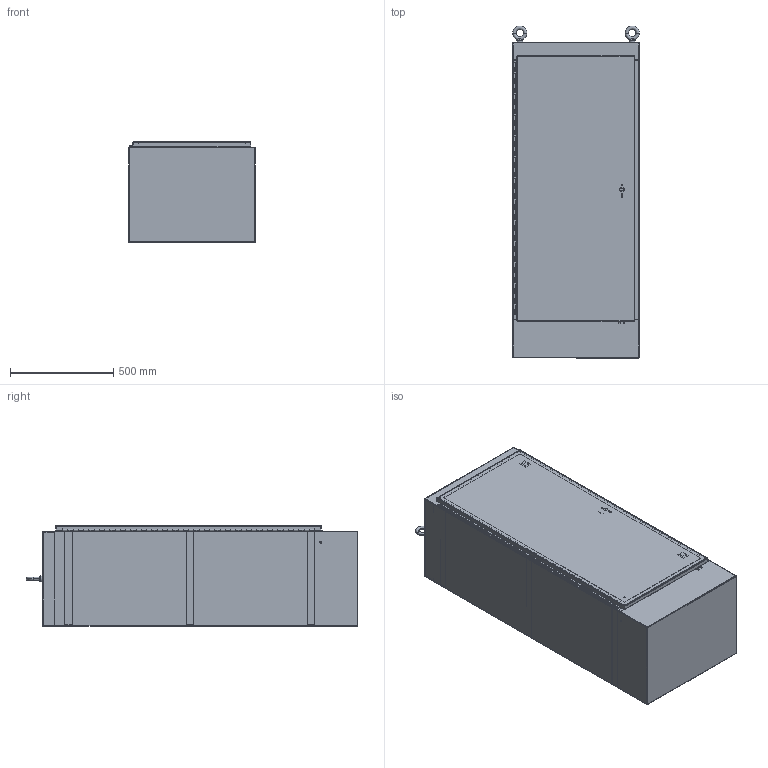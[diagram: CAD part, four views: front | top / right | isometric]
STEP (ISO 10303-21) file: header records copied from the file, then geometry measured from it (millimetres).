
FILE_DESCRIPTION (( 'STEP AP214' ), '1' );
FILE_NAME ('WA602418FSN43PT.STEP', '2016-02-15T20:29:52', ( '' ), ( '' ), 'SwSTEP 2.0', 'SolidWorks 2014', '' );
FILE_SCHEMA (( 'AUTOMOTIVE_DESIGN' ));
Length unit declared in the file: inch
Products named in the file (38): WA6024FSN43PT-FIP; 1091-903_AF0_1; CHUTE_BOLT_GUIDE_ASSM; HFW32450; HFW3681; UNISTRUT_16.75; HFW31233; FUN00101; HFW3121; 38846; LARGE_DOOR_ROD_ASSM-37028; 30624; 3862; 349132; 31215; 316298; HFW3762; HFW3025; 3021WIE; HFW328179; 37028; HFW328179P; HFW31712; HFW328179L; 1091-BR11_AF0; HFW328179T; SUPPORT-ROLL_AF0; WA6024FSN43PTDR; PLASTIC-ROLLER-CAM_AF0_ASM; WA2418FSN43PTBTM; LOCK-NUT_AF0; WA2418FSN43PTTOP; 7379-M6-8X25_AF0; WA602418FSN43PTBLR; PLASTIC-ROLLER-CAM_AF1; 1091-903_AF0; WA602418FSN43PT; 1091-903_AF0_2
Assembly tree (55 placements, depth 5):
  WA602418FSN43PT
    WA602418FSN43PTBLR
    WA2418FSN43PTTOP
    WA2418FSN43PTBTM
    WA6024FSN43PTDR
    HFW328179
      HFW328179T
      HFW328179L
      HFW328179P
    HFW3025  x2
    316298  x2
    349132  x2
    30624  x2
    38846  x2
    FUN00101  x5
    UNISTRUT_16.75
    HFW32450
    LARGE_DOOR_ROD_ASSM-37028
      HFW31712
        1091-903_AF0
          1091-903_AF0_1
          1091-903_AF0_2
        PLASTIC-ROLLER-CAM_AF0_ASM
          PLASTIC-ROLLER-CAM_AF1
          7379-M6-8X25_AF0
          LOCK-NUT_AF0
        SUPPORT-ROLL_AF0
        1091-BR11_AF0
      37028  x2
      3021WIE  x2
      HFW3762  x4
      31215  x2
      3862  x2
    CHUTE_BOLT_GUIDE_ASSM  x2
      HFW3121
      HFW31233
      HFW3681
    WA6024FSN43PT-FIP
Bounding box: 612.77 x 1606.49 x 488.36 mm (x, y, z)
Volume: 11563860 mm3; surface area: 9384683.3 mm2
Topology: 50 solids, 51 shells, 1630 faces, 4274 edges, 2676 vertices
Faces by surface type: plane 690, cylinder 620, cone 148, torus 128, bspline 40, sphere 4
Entity records: 183676 total; most frequent: CARTESIAN_POINT 72667, DIRECTION 16395, ORIENTED_EDGE 13404, EDGE_CURVE 10313, VERTEX_POINT 9027, AXIS2_PLACEMENT_3D 5866, VECTOR 4663, LINE 4663
